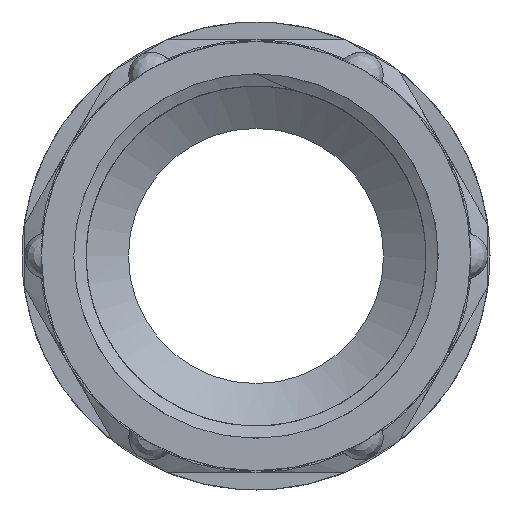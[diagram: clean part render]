
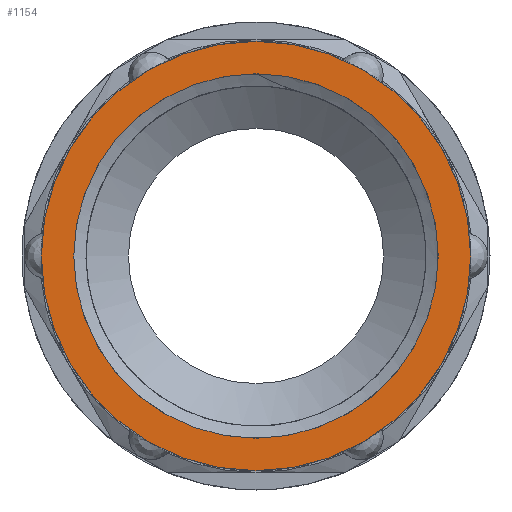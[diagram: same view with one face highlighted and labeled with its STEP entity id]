
A CAD part, left-side view. The second image highlights one B-rep face of the part: STEP entity #1154.
In plain terms, the highlighted planar face has unit normal (-1, 0, 0).
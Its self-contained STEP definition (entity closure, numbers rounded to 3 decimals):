
#48=FACE_BOUND('',#310,.T.);
#89=CIRCLE('',#1223,13.4);
#110=CIRCLE('',#1282,11.376);
#148=PLANE('',#1283);
#229=FACE_OUTER_BOUND('',#309,.T.);
#309=EDGE_LOOP('',(#1058));
#310=EDGE_LOOP('',(#1059));
#527=VERTEX_POINT('',#5353);
#559=VERTEX_POINT('',#5522);
#665=EDGE_CURVE('',#527,#527,#89,.T.);
#728=EDGE_CURVE('',#559,#559,#110,.T.);
#1058=ORIENTED_EDGE('',*,*,#665,.F.);
#1059=ORIENTED_EDGE('',*,*,#728,.T.);
#1154=ADVANCED_FACE('',(#229,#48),#148,.T.);
#1223=AXIS2_PLACEMENT_3D('',#5354,#1426,#1427);
#1282=AXIS2_PLACEMENT_3D('',#5523,#1568,#1569);
#1283=AXIS2_PLACEMENT_3D('',#5524,#1570,#1571);
#1426=DIRECTION('center_axis',(1.,0.,0.));
#1427=DIRECTION('ref_axis',(0.,0.,-1.));
#1568=DIRECTION('center_axis',(1.,0.,0.));
#1569=DIRECTION('ref_axis',(0.,0.,-1.));
#1570=DIRECTION('center_axis',(-1.,0.,0.));
#1571=DIRECTION('ref_axis',(0.,0.,1.));
#5353=CARTESIAN_POINT('',(-29.,13.4,0.));
#5354=CARTESIAN_POINT('Origin',(-29.,0.,0.));
#5522=CARTESIAN_POINT('',(-29.,11.376,0.));
#5523=CARTESIAN_POINT('Origin',(-29.,0.,0.));
#5524=CARTESIAN_POINT('Origin',(-29.,13.4,0.));
